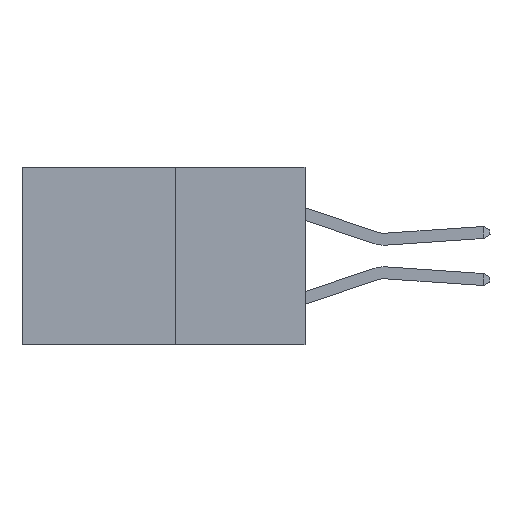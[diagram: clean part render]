
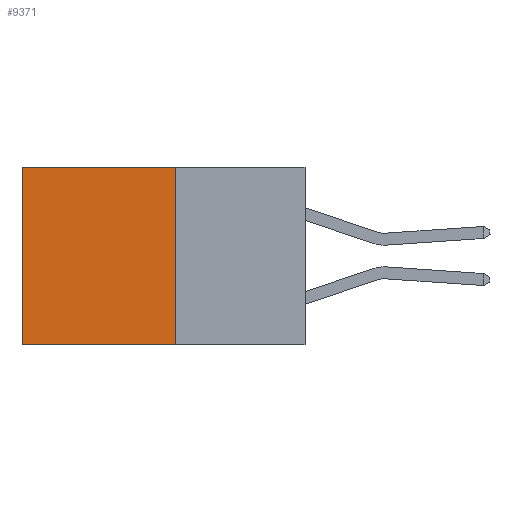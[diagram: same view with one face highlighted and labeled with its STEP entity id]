
A CAD part, left-side view. The second image highlights one B-rep face of the part: STEP entity #9371.
In plain terms, the highlighted planar face has unit normal (-1, 0, 0).
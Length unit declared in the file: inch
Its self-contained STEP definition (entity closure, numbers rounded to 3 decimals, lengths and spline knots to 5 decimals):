
#32 = VECTOR ( 'NONE', #5758, 39.37008 ) ;
#420 = CARTESIAN_POINT ( 'NONE',  ( 0.277, 0.27, -0.37 ) ) ;
#633 = ORIENTED_EDGE ( 'NONE', *, *, #3835, .F. ) ;
#853 = VECTOR ( 'NONE', #6754, 39.37008 ) ;
#1068 = LINE ( 'NONE', #3561, #4877 ) ;
#1469 = VECTOR ( 'NONE', #4678, 39.37008 ) ;
#1899 = DIRECTION ( 'NONE',  ( 0., 0., -1. ) ) ;
#2140 = CARTESIAN_POINT ( 'NONE',  ( 0.277, 0.59, 0. ) ) ;
#2255 = CARTESIAN_POINT ( 'NONE',  ( 0.277, 0.27, 0. ) ) ;
#2338 = FACE_OUTER_BOUND ( 'NONE', #5935, .T. ) ;
#2425 = EDGE_CURVE ( 'NONE', #5937, #2955, #2900, .T. ) ;
#2468 = ORIENTED_EDGE ( 'NONE', *, *, #6257, .T. ) ;
#2774 = CARTESIAN_POINT ( 'NONE',  ( 0.277, 0.59, -0.37 ) ) ;
#2797 = DIRECTION ( 'NONE',  ( 0., 0., -1. ) ) ;
#2900 = LINE ( 'NONE', #2255, #853 ) ;
#2955 = VERTEX_POINT ( 'NONE', #2140 ) ;
#3561 = CARTESIAN_POINT ( 'NONE',  ( 0.277, 0.59, -0.37 ) ) ;
#3567 = AXIS2_PLACEMENT_3D ( 'NONE', #4136, #6418, #1899 ) ;
#3835 = EDGE_CURVE ( 'NONE', #5937, #9415, #5488, .T. ) ;
#3906 = LINE ( 'NONE', #420, #32 ) ;
#4136 = CARTESIAN_POINT ( 'NONE',  ( 0.277, 0.27, -0.37 ) ) ;
#4475 = ORIENTED_EDGE ( 'NONE', *, *, #8059, .F. ) ;
#4678 = DIRECTION ( 'NONE',  ( 0., 0., -1. ) ) ;
#4877 = VECTOR ( 'NONE', #2797, 39.37008 ) ;
#5421 = CARTESIAN_POINT ( 'NONE',  ( 0.277, 0.27, 0. ) ) ;
#5488 = LINE ( 'NONE', #9057, #1469 ) ;
#5550 = VERTEX_POINT ( 'NONE', #2774 ) ;
#5671 = PLANE ( 'NONE',  #3567 ) ;
#5758 = DIRECTION ( 'NONE',  ( 0., 1., 0. ) ) ;
#5935 = EDGE_LOOP ( 'NONE', ( #2468, #4475, #633, #6688 ) ) ;
#5937 = VERTEX_POINT ( 'NONE', #5421 ) ;
#6257 = EDGE_CURVE ( 'NONE', #2955, #5550, #1068, .T. ) ;
#6418 = DIRECTION ( 'NONE',  ( 1., 0., 0. ) ) ;
#6688 = ORIENTED_EDGE ( 'NONE', *, *, #2425, .T. ) ;
#6754 = DIRECTION ( 'NONE',  ( 0., 1., 0. ) ) ;
#8059 = EDGE_CURVE ( 'NONE', #9415, #5550, #3906, .T. ) ;
#9057 = CARTESIAN_POINT ( 'NONE',  ( 0.277, 0.27, -0.37 ) ) ;
#9339 = CARTESIAN_POINT ( 'NONE',  ( 0.277, 0.27, -0.37 ) ) ;
#9371 = ADVANCED_FACE ( 'NONE', ( #2338 ), #5671, .F. ) ;
#9415 = VERTEX_POINT ( 'NONE', #9339 ) ;
